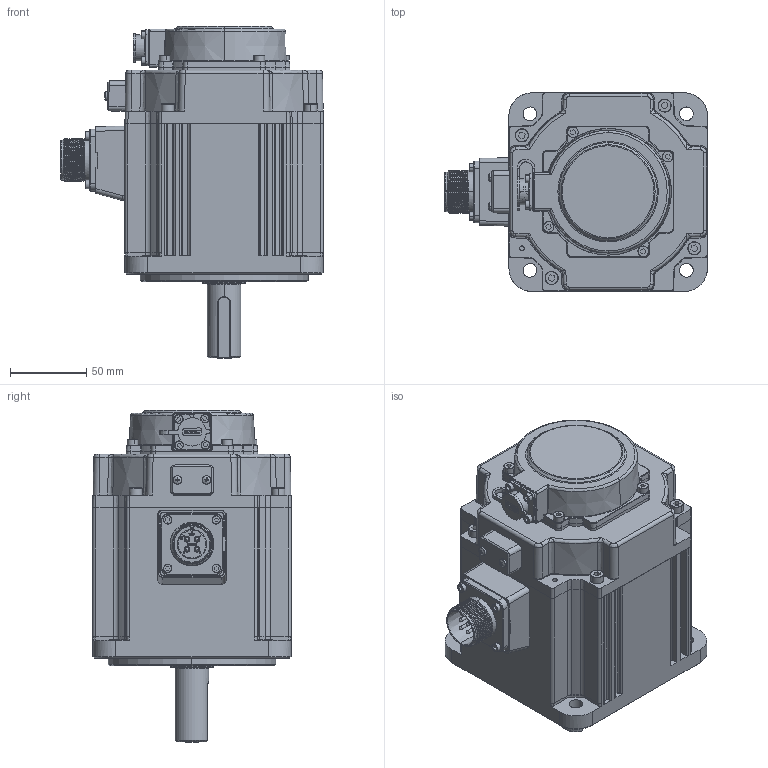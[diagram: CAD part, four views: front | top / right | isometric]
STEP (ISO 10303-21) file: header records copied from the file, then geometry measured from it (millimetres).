
FILE_DESCRIPTION (( 'STEP AP203' ), '1' );
FILE_NAME ('MS6G-130CM20BZ2-41P5(Ìî³ä£©.STEP', '2024-09-20T00:30:12', ( '' ), ( '' ), 'SwSTEP 2.0', 'SolidWorks 2022', '' );
FILE_SCHEMA (( 'CONFIG_CONTROL_DESIGN' ));
Products named in the file (1): MS6G-130CM20BZ2-41P5(填充）
Bounding box: 172.1 x 130 x 217.5 mm (x, y, z)
Volume: 2215453.5 mm3; surface area: 205705.2 mm2
Topology: 28 solids, 28 shells, 2925 faces, 7859 edges, 5127 vertices
Faces by surface type: plane 1458, cylinder 684, bspline 528, cone 165, torus 72, sphere 18
Entity records: 114213 total; most frequent: CARTESIAN_POINT 47056, ORIENTED_EDGE 15566, DIRECTION 11307, EDGE_CURVE 7783, VERTEX_POINT 5109, VECTOR 3889, LINE 3889, AXIS2_PLACEMENT_3D 3709
